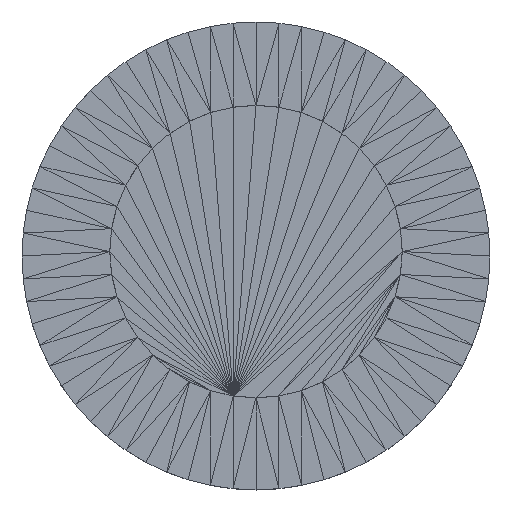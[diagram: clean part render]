
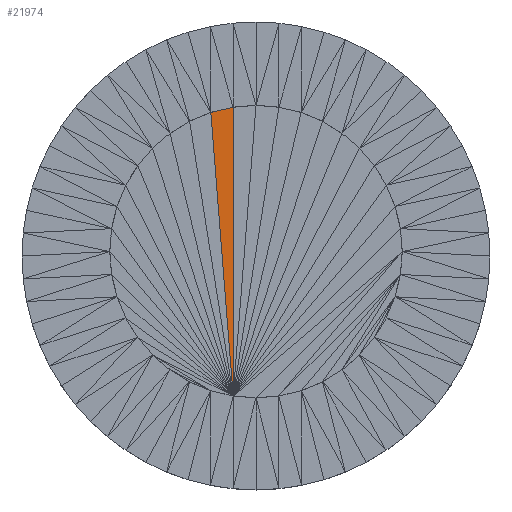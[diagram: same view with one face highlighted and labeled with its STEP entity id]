
A CAD part, top view. The second image highlights one B-rep face of the part: STEP entity #21974.
In plain terms, the highlighted planar face has unit normal (0, 0, 1).
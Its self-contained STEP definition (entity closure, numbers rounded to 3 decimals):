
#13249 = VERTEX_POINT('',#13250);
#13250 = CARTESIAN_POINT('',(-1.782,-7.79,3.));
#19067 = VERTEX_POINT('',#19068);
#19068 = CARTESIAN_POINT('',(-1.782,2.087,3.));
#19103 = PLANE('',#19104);
#19104 = AXIS2_PLACEMENT_3D('',#19105,#19106,#19107);
#19105 = CARTESIAN_POINT('',(-2.163,1.996,
    2.999));
#19106 = DIRECTION('',(-0.233,0.972,0.));
#19107 = DIRECTION('',(0.972,0.233,0.));
#19133 = PLANE('',#19134);
#19134 = AXIS2_PLACEMENT_3D('',#19135,#19136,#19137);
#19135 = CARTESIAN_POINT('',(-1.578,-2.648,3.));
#19136 = DIRECTION('',(0.,0.,1.));
#19137 = DIRECTION('',(1.,0.,0.));
#19497 = VERTEX_POINT('',#19498);
#19498 = CARTESIAN_POINT('',(-2.545,1.904,3.));
#19549 = EDGE_CURVE('',#19497,#19067,#19550,.T.);
#19550 = SURFACE_CURVE('',#19551,(#19555,#19562),.PCURVE_S1.);
#19551 = LINE('',#19552,#19553);
#19552 = CARTESIAN_POINT('',(-2.545,1.904,3.));
#19553 = VECTOR('',#19554,1.);
#19554 = DIRECTION('',(0.972,0.233,0.));
#19555 = PCURVE('',#19103,#19556);
#19556 = DEFINITIONAL_REPRESENTATION('',(#19557),#19561);
#19557 = LINE('',#19558,#19559);
#19558 = CARTESIAN_POINT('',(-0.393,-0.001));
#19559 = VECTOR('',#19560,1.);
#19560 = DIRECTION('',(1.,0.));
#19561 = ( GEOMETRIC_REPRESENTATION_CONTEXT(2) 
PARAMETRIC_REPRESENTATION_CONTEXT() REPRESENTATION_CONTEXT('2D SPACE',''
  ) );
#19562 = PCURVE('',#19563,#19568);
#19563 = PLANE('',#19564);
#19564 = AXIS2_PLACEMENT_3D('',#19565,#19566,#19567);
#19565 = CARTESIAN_POINT('',(-1.979,-2.709,3.));
#19566 = DIRECTION('',(0.,0.,1.));
#19567 = DIRECTION('',(1.,0.,-0.));
#19568 = DEFINITIONAL_REPRESENTATION('',(#19569),#19572);
#19569 = B_SPLINE_CURVE_WITH_KNOTS('',1,(#19570,#19571),.UNSPECIFIED.,
  .F.,.F.,(2,2),(0.,0.785),.PIECEWISE_BEZIER_KNOTS.);
#19570 = CARTESIAN_POINT('',(-0.566,4.613));
#19571 = CARTESIAN_POINT('',(0.197,4.796));
#19572 = ( GEOMETRIC_REPRESENTATION_CONTEXT(2) 
PARAMETRIC_REPRESENTATION_CONTEXT() REPRESENTATION_CONTEXT('2D SPACE',''
  ) );
#19972 = PLANE('',#19973);
#19973 = AXIS2_PLACEMENT_3D('',#19974,#19975,#19976);
#19974 = CARTESIAN_POINT('',(-2.365,-2.83,3.));
#19975 = DIRECTION('',(0.,0.,1.));
#19976 = DIRECTION('',(1.,0.,-0.));
#21955 = EDGE_CURVE('',#13249,#19497,#21956,.T.);
#21956 = SURFACE_CURVE('',#21957,(#21961,#21968),.PCURVE_S1.);
#21957 = LINE('',#21958,#21959);
#21958 = CARTESIAN_POINT('',(-1.782,-7.79,3.));
#21959 = VECTOR('',#21960,1.);
#21960 = DIRECTION('',(-0.078,0.997,0.));
#21961 = PCURVE('',#19972,#21962);
#21962 = DEFINITIONAL_REPRESENTATION('',(#21963),#21967);
#21963 = LINE('',#21964,#21965);
#21964 = CARTESIAN_POINT('',(0.583,-4.96));
#21965 = VECTOR('',#21966,1.);
#21966 = DIRECTION('',(-0.078,0.997));
#21967 = ( GEOMETRIC_REPRESENTATION_CONTEXT(2) 
PARAMETRIC_REPRESENTATION_CONTEXT() REPRESENTATION_CONTEXT('2D SPACE',''
  ) );
#21968 = PCURVE('',#19563,#21969);
#21969 = DEFINITIONAL_REPRESENTATION('',(#21970),#21973);
#21970 = B_SPLINE_CURVE_WITH_KNOTS('',1,(#21971,#21972),.UNSPECIFIED.,
  .F.,.F.,(2,2),(0.,9.724),.PIECEWISE_BEZIER_KNOTS.);
#21971 = CARTESIAN_POINT('',(0.197,-5.081));
#21972 = CARTESIAN_POINT('',(-0.566,4.613));
#21973 = ( GEOMETRIC_REPRESENTATION_CONTEXT(2) 
PARAMETRIC_REPRESENTATION_CONTEXT() REPRESENTATION_CONTEXT('2D SPACE',''
  ) );
#21974 = ADVANCED_FACE('',(#21975),#19563,.T.);
#21975 = FACE_BOUND('',#21976,.T.);
#21976 = EDGE_LOOP('',(#21977,#21997,#21998));
#21977 = ORIENTED_EDGE('',*,*,#21978,.T.);
#21978 = EDGE_CURVE('',#13249,#19067,#21979,.T.);
#21979 = SURFACE_CURVE('',#21980,(#21984,#21991),.PCURVE_S1.);
#21980 = LINE('',#21981,#21982);
#21981 = CARTESIAN_POINT('',(-1.782,-7.79,3.));
#21982 = VECTOR('',#21983,1.);
#21983 = DIRECTION('',(0.,1.,0.));
#21984 = PCURVE('',#19563,#21985);
#21985 = DEFINITIONAL_REPRESENTATION('',(#21986),#21990);
#21986 = LINE('',#21987,#21988);
#21987 = CARTESIAN_POINT('',(0.197,-5.081));
#21988 = VECTOR('',#21989,1.);
#21989 = DIRECTION('',(0.,1.));
#21990 = ( GEOMETRIC_REPRESENTATION_CONTEXT(2) 
PARAMETRIC_REPRESENTATION_CONTEXT() REPRESENTATION_CONTEXT('2D SPACE',''
  ) );
#21991 = PCURVE('',#19133,#21992);
#21992 = DEFINITIONAL_REPRESENTATION('',(#21993),#21996);
#21993 = B_SPLINE_CURVE_WITH_KNOTS('',1,(#21994,#21995),.UNSPECIFIED.,
  .F.,.F.,(2,2),(0.,9.877),.PIECEWISE_BEZIER_KNOTS.);
#21994 = CARTESIAN_POINT('',(-0.204,-5.142));
#21995 = CARTESIAN_POINT('',(-0.204,4.735));
#21996 = ( GEOMETRIC_REPRESENTATION_CONTEXT(2) 
PARAMETRIC_REPRESENTATION_CONTEXT() REPRESENTATION_CONTEXT('2D SPACE',''
  ) );
#21997 = ORIENTED_EDGE('',*,*,#19549,.F.);
#21998 = ORIENTED_EDGE('',*,*,#21955,.F.);
